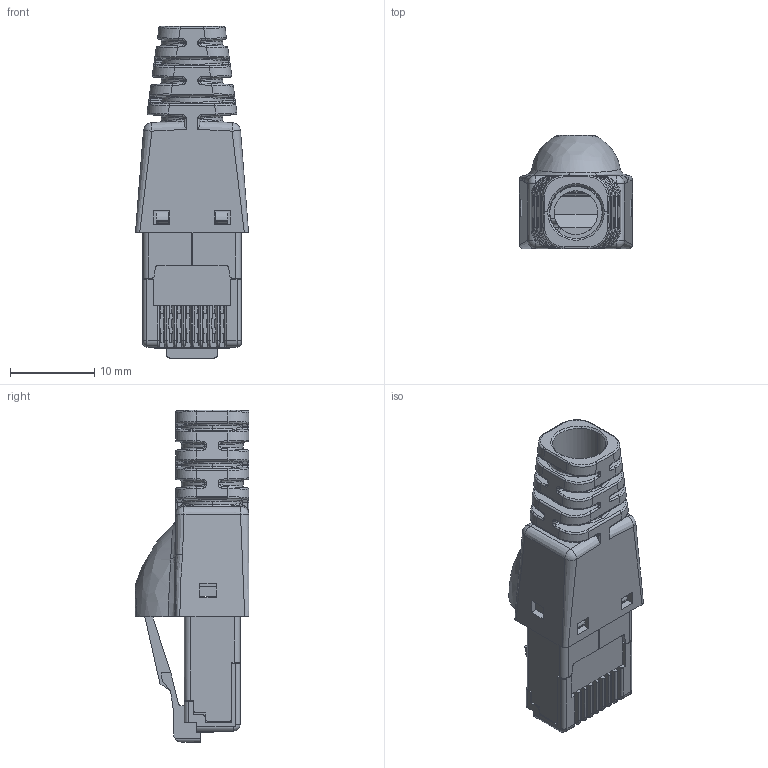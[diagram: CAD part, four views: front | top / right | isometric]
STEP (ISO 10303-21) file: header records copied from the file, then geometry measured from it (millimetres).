
FILE_DESCRIPTION(('CATIA V5 STEP Exchange','CAx-IF Rec.Pracs.--- Model Styling and Organization---1.4--- 2014-01-23'),'2;1');
FILE_NAME ('032620-3_1', '2019-11-20T13:31:35+00:00', ('none'), ('Weidmueller'), 'CATIA Version 5-6 Release 2016 SP3 HF44', 'CATIA V5 STEP AP214', 'none');
FILE_SCHEMA(('AUTOMOTIVE_DESIGN { 1 0 10303 214 1 1 1 1 }'));
Length unit declared in the file: millimetre
Products named in the file (1): 8813110000
Bounding box: 13.4 x 13.5 x 39.35 mm (x, y, z)
Volume: 1757.9 mm3; surface area: 4366.4 mm2
Topology: 3 solids, 3 shells, 931 faces, 2596 edges, 1652 vertices
Faces by surface type: plane 466, cylinder 269, bspline 144, torus 38, sphere 12, cone 2
Entity records: 33549 total; most frequent: CARTESIAN_POINT 11943, ORIENTED_EDGE 5182, DIRECTION 3449, EDGE_CURVE 2591, VERTEX_POINT 1652, VECTOR 1613, LINE 1613, AXIS2_PLACEMENT_3D 1050
